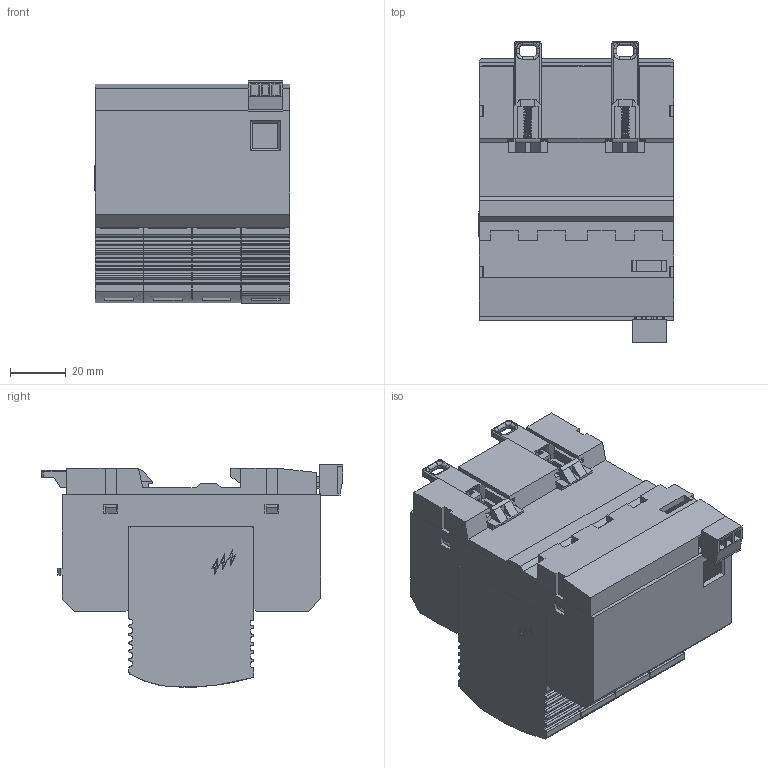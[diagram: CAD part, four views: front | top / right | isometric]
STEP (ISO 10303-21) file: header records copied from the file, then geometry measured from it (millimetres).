
FILE_DESCRIPTION (( 'STEP AP214' ), '1' );
FILE_NAME ('ﾃﾑﾊ1 4+0 ﾑ.STEP', '2024-04-19T10:31:27', ( '' ), ( '' ), 'SwSTEP 2.0', 'SolidWorks 2018', '' );
FILE_SCHEMA (( 'AUTOMOTIVE_DESIGN' ));
Length unit declared in the file: millimetre
Products named in the file (41): 0629 - ïðóæèíà çàìêà_1; 7781_ß - êðûøêà 4_1; ÃÑÃ2-230_20 - ìîäóëü ñ ðàçðÿäíèêîì_1; 7787 - 諘斁獥1; 7783_z - êðûøêà çåë¸íàÿ_1; ÃÑÂ2-230_50 - âàðèñòîðíûé ìîäóëü.STEP_00_1; 7783__ - ______ ______.STEP_00_1; 7659 - _____.STEP_00_1; Êîïèÿ Solid1-2^Êëåììíèê 15EDGÊ-3.81-03P_1; ﾃﾑﾁ-ﾊ3 ﾑ_1_1; Êëåììíèê 15EDGÊ-3.81-03P_1; 7780_ß - îñíîâàíèå 4_1; pan head cross recess screw_iso_ISO 7045 - M6 x 10 - Z - 10N; Êîïèÿ Tìleso1-10^Êëåììíèê 15EDGÊ-3.81-03P_1; 7659 - ýêðàí_1; ﾃﾑﾊ1 4+0 ﾑ; Êîïèÿ Tìleso1-9^Êëåììíèê 15EDGÊ-3.81-03P_1
Assembly tree (26 placements, depth 4):
  0629 - ïðóæèíà çàìêà_1
  7781_ß - êðûøêà 4_1
  7787 - 諘斁獥1
  7783_z - êðûøêà çåë¸íàÿ_1
  7783__ - ______ ______.STEP_00_1
Bounding box: 70.35 x 108.5 x 79.91 mm (x, y, z)
Volume: 122076.7 mm3; surface area: 175666.7 mm2
Topology: 24 solids, 24 shells, 2711 faces, 7556 edges, 4911 vertices
Faces by surface type: plane 2177, cylinder 372, bspline 72, cone 58, torus 32
Entity records: 95489 total; most frequent: CARTESIAN_POINT 17679, ORIENTED_EDGE 11730, DIRECTION 10415, EDGE_CURVE 5865, LINE 5259, VECTOR 5259, VERTEX_POINT 3837, AXIS2_PLACEMENT_3D 2578
